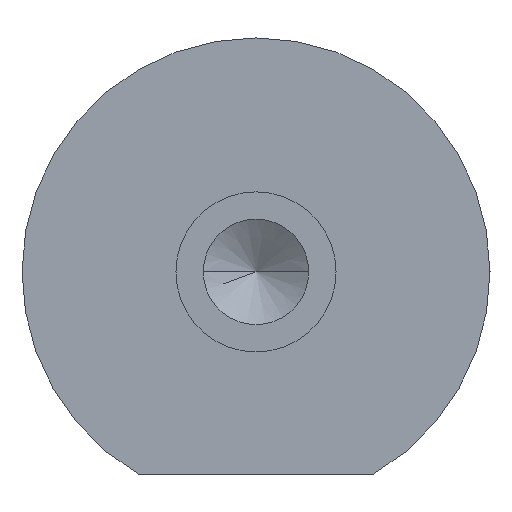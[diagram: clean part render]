
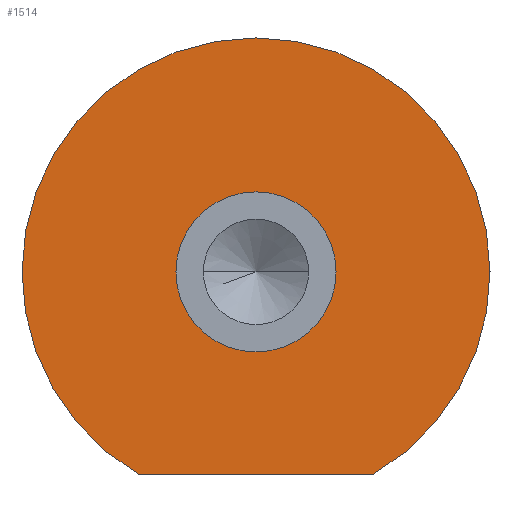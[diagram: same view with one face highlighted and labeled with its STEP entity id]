
A CAD part, left-side view. The second image highlights one B-rep face of the part: STEP entity #1514.
In plain terms, the highlighted planar face has unit normal (-1, 0, 0).
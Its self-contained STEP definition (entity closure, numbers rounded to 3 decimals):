
#57=CARTESIAN_POINT('',(1.296,0.,0.));
#58=DIRECTION('',(-1.,0.,0.));
#59=DIRECTION('',(0.,-0.504,-0.864));
#60=AXIS2_PLACEMENT_3D('',#57,#58,#59);
#66=DIRECTION('',(0.,1.,0.));
#67=VECTOR('',#66,2.22);
#68=CARTESIAN_POINT('',(1.296,-1.11,-1.904));
#69=LINE('',#68,#67);
#78=CARTESIAN_POINT('',(1.296,0.,0.));
#79=DIRECTION('',(-1.,0.,0.));
#80=DIRECTION('',(0.,0.,-1.));
#81=AXIS2_PLACEMENT_3D('',#78,#79,#80);
#83=CARTESIAN_POINT('',(1.296,0.,0.));
#84=DIRECTION('',(1.,0.,0.));
#85=DIRECTION('',(0.,0.,-1.));
#86=AXIS2_PLACEMENT_3D('',#83,#84,#85);
#1113=CARTESIAN_POINT('',(1.296,0.,-0.754));
#1115=VERTEX_POINT('',#1113);
#1117=CARTESIAN_POINT('',(1.296,0.,0.754));
#1119=VERTEX_POINT('',#1117);
#1179=CARTESIAN_POINT('',(1.296,1.11,-1.904));
#1180=VERTEX_POINT('',#1179);
#1181=CARTESIAN_POINT('',(1.296,-1.11,-1.904));
#1182=VERTEX_POINT('',#1181);
#1499=CARTESIAN_POINT('',(1.296,0.,0.));
#1500=DIRECTION('',(1.,0.,0.));
#1501=DIRECTION('',(0.,0.,1.));
#1502=AXIS2_PLACEMENT_3D('',#1499,#1500,#1501);
#1503=PLANE('',#1502);
#1504=ORIENTED_EDGE('',*,*,#1479,.T.);
#1505=ORIENTED_EDGE('',*,*,#1493,.F.);
#1506=EDGE_LOOP('',(#1504,#1505));
#1507=FACE_OUTER_BOUND('',#1506,.F.);
#1509=ORIENTED_EDGE('',*,*,#1508,.T.);
#1511=ORIENTED_EDGE('',*,*,#1510,.F.);
#1512=EDGE_LOOP('',(#1509,#1511));
#1513=FACE_BOUND('',#1512,.F.);
#1514=ADVANCED_FACE('',(#1507,#1513),#1503,.F.);
#61=CIRCLE('',#60,2.204);
#82=CIRCLE('',#81,0.754);
#87=CIRCLE('',#86,0.754);
#1479=EDGE_CURVE('',#1182,#1180,#69,.T.);
#1493=EDGE_CURVE('',#1182,#1180,#61,.T.);
#1508=EDGE_CURVE('',#1115,#1119,#82,.T.);
#1510=EDGE_CURVE('',#1115,#1119,#87,.T.);
